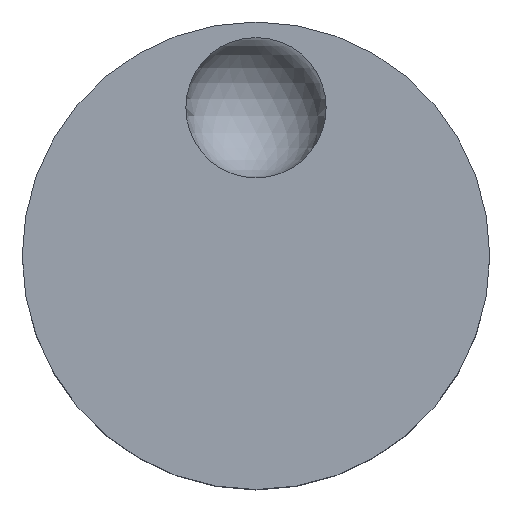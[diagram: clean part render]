
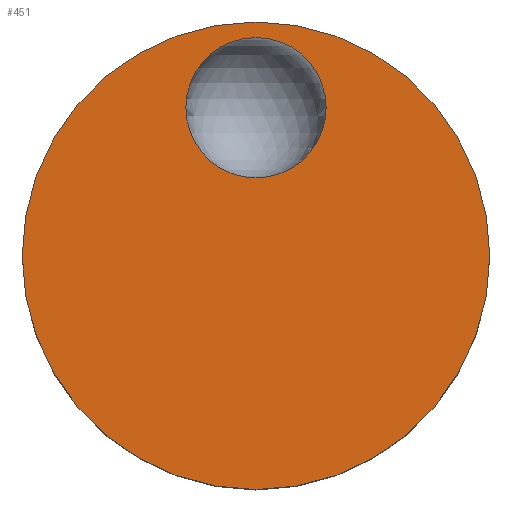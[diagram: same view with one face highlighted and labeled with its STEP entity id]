
A CAD part, top view. The second image highlights one B-rep face of the part: STEP entity #451.
In plain terms, the highlighted planar face has unit normal (0, 0, 1).
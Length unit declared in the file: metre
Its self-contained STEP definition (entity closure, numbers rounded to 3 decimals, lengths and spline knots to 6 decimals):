
#22=CIRCLE('',#493,0.015);
#23=CIRCLE('',#503,0.0045);
#140=ORIENTED_EDGE('',*,*,#199,.T.);
#141=ORIENTED_EDGE('',*,*,#196,.T.);
#196=EDGE_CURVE('',#237,#237,#22,.T.);
#199=EDGE_CURVE('',#238,#238,#23,.F.);
#237=VERTEX_POINT('',#741);
#238=VERTEX_POINT('',#754);
#364=EDGE_LOOP('',(#140));
#365=EDGE_LOOP('',(#141));
#400=FACE_BOUND('',#364,.T.);
#401=FACE_BOUND('',#365,.T.);
#424=PLANE('',#502);
#451=ADVANCED_FACE('',(#400,#401),#424,.T.);
#493=AXIS2_PLACEMENT_3D('',#740,#605,#606);
#502=AXIS2_PLACEMENT_3D('',#752,#625,#626);
#503=AXIS2_PLACEMENT_3D('',#753,#627,#628);
#605=DIRECTION('',(0.,0.,1.));
#606=DIRECTION('',(1.,0.,0.));
#625=DIRECTION('',(0.,0.,1.));
#626=DIRECTION('',(1.,0.,0.));
#627=DIRECTION('',(0.,0.,1.));
#628=DIRECTION('',(1.,0.,0.));
#740=CARTESIAN_POINT('',(0.,0.,0.015));
#741=CARTESIAN_POINT('',(0.015,0.,0.015));
#752=CARTESIAN_POINT('',(0.,0.,0.015));
#753=CARTESIAN_POINT('',(0.,0.0095,0.015));
#754=CARTESIAN_POINT('',(0.0045,0.0095,0.015));
